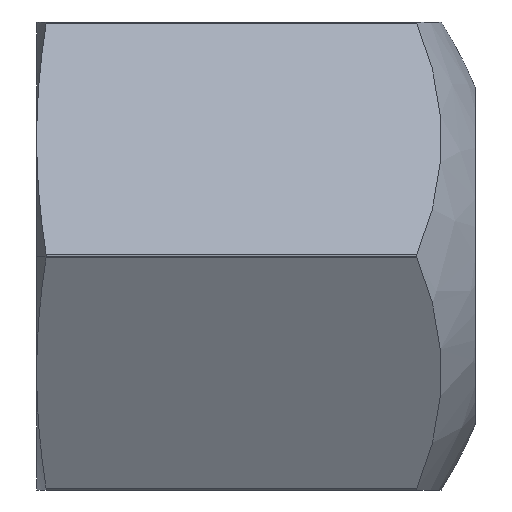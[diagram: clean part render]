
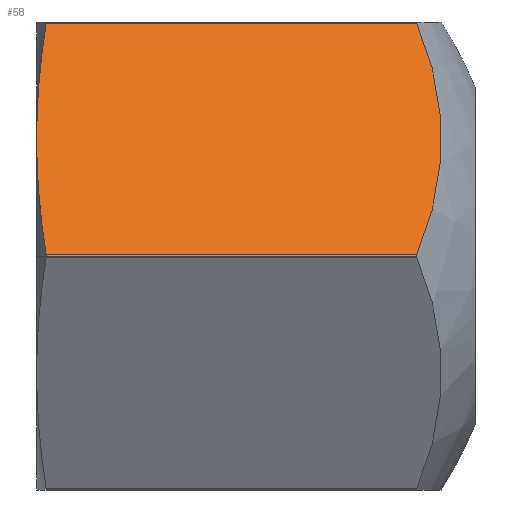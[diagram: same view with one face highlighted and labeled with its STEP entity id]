
A CAD part, front view. The second image highlights one B-rep face of the part: STEP entity #58.
In plain terms, the highlighted planar face has unit normal (0, -0.866, 0.5).
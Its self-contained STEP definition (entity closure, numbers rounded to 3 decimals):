
#58=ADVANCED_FACE('',(#103),#104,.F.);
#103=FACE_OUTER_BOUND('',#169,.T.);
#104=PLANE('',#170);
#169=EDGE_LOOP('',(#304,#305,#306,#307,#308));
#170=AXIS2_PLACEMENT_3D('',#309,#310,#311);
#304=ORIENTED_EDGE('',*,*,#506,.F.);
#305=ORIENTED_EDGE('',*,*,#507,.F.);
#306=ORIENTED_EDGE('',*,*,#508,.F.);
#307=ORIENTED_EDGE('',*,*,#509,.F.);
#308=ORIENTED_EDGE('',*,*,#510,.F.);
#309=CARTESIAN_POINT('',(-15.0,-4.619,8.0));
#310=DIRECTION('',(0.0,0.866,-0.5));
#311=DIRECTION('',(-1.0,0.0,0.0));
#506=EDGE_CURVE('',#617,#618,#619,.T.);
#507=EDGE_CURVE('',#620,#617,#621,.T.);
#508=EDGE_CURVE('',#622,#620,#623,.T.);
#509=EDGE_CURVE('',#624,#622,#625,.T.);
#510=EDGE_CURVE('',#618,#624,#626,.T.);
#617=VERTEX_POINT('',#793);
#618=VERTEX_POINT('',#794);
#619=(B_SPLINE_CURVE(2,(#796,#797,#798),.UNSPECIFIED.,.F.,.F.)B_SPLINE_CURVE_WITH_KNOTS((3,3),(4.557,9.114),.UNSPECIFIED.)RATIONAL_B_SPLINE_CURVE((1.0,1.037,1.0))BOUNDED_CURVE()REPRESENTATION_ITEM('')GEOMETRIC_REPRESENTATION_ITEM()CURVE());
#620=VERTEX_POINT('',#805);
#621=(B_SPLINE_CURVE(2,(#807,#808,#809),.UNSPECIFIED.,.F.,.F.)B_SPLINE_CURVE_WITH_KNOTS((3,3),(0.,4.557),.UNSPECIFIED.)RATIONAL_B_SPLINE_CURVE((1.0,1.037,1.0))BOUNDED_CURVE()REPRESENTATION_ITEM('')GEOMETRIC_REPRESENTATION_ITEM()CURVE());
#622=VERTEX_POINT('',#816);
#623=LINE('',#817,#818);
#624=VERTEX_POINT('',#819);
#625=CIRCLE('',#820,12.689);
#626=LINE('',#821,#822);
#793=CARTESIAN_POINT('',(-15.0,-6.928,4.0));
#794=CARTESIAN_POINT('',(-14.678,-4.657,7.934));
#796=CARTESIAN_POINT('',(-15.0,-6.928,4.0));
#797=CARTESIAN_POINT('',(-15.0,-5.872,5.83));
#798=CARTESIAN_POINT('',(-14.678,-4.657,7.934));
#805=CARTESIAN_POINT('',(-14.678,-9.2,0.066));
#807=CARTESIAN_POINT('',(-14.678,-9.2,0.066));
#808=CARTESIAN_POINT('',(-15.0,-7.985,2.17));
#809=CARTESIAN_POINT('',(-15.0,-6.928,4.0));
#816=CARTESIAN_POINT('',(-2.007,-9.2,0.066));
#817=CARTESIAN_POINT('',(-8.343,-9.2,0.066));
#818=VECTOR('',#1012,1.0);
#819=CARTESIAN_POINT('',(-2.007,-4.657,7.934));
#820=AXIS2_PLACEMENT_3D('',#1013,#1014,#1015);
#821=CARTESIAN_POINT('',(-8.343,-4.657,7.934));
#822=VECTOR('',#1016,1.0);
#1012=DIRECTION('',(-1.0,0.0,0.0));
#1013=CARTESIAN_POINT('',(-13.854,-6.928,4.0));
#1014=DIRECTION('',(0.0,0.866,-0.5));
#1015=DIRECTION('',(0.0,-0.5,-0.866));
#1016=DIRECTION('',(1.0,0.0,0.0));
